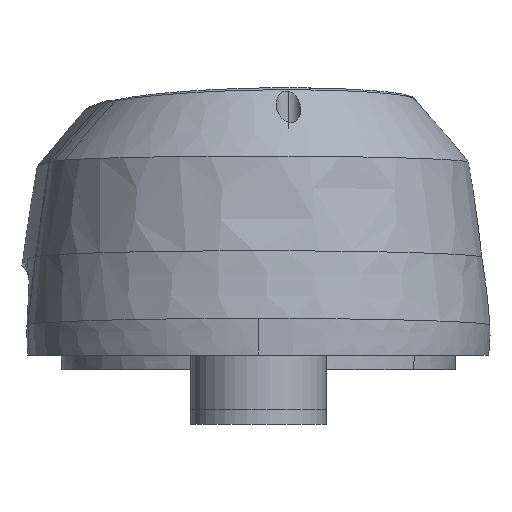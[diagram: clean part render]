
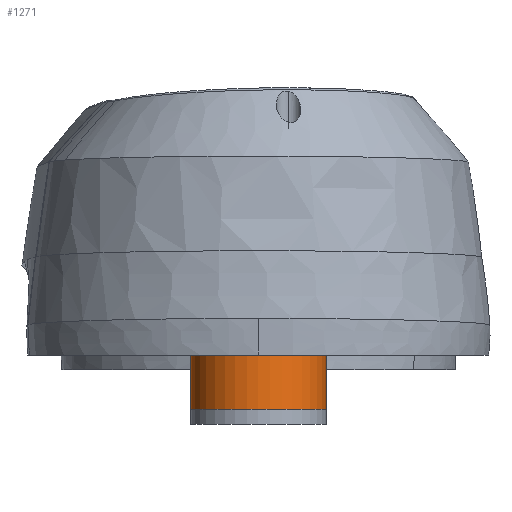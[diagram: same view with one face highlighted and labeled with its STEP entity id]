
A CAD part, front view. The second image highlights one B-rep face of the part: STEP entity #1271.
In plain terms, the highlighted cylindrical face has radius 25 mm (diameter 50 mm), a partial arc.
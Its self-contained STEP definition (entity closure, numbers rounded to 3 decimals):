
#122=VECTOR('',#19152,20.);
#123=VECTOR('',#19155,20.);
#307=LINE('',#17094,#122);
#308=LINE('',#17097,#123);
#662=CYLINDRICAL_SURFACE('',#20286,25.);
#871=CIRCLE('',#20251,25.);
#892=CIRCLE('',#20287,25.);
#1271=ADVANCED_FACE('175',(#1627),#662,.T.);
#1627=FACE_OUTER_BOUND('',#5607,.T.);
#2724=ORIENTED_EDGE('',*,*,#4068,.T.);
#2725=ORIENTED_EDGE('',*,*,#4069,.F.);
#2726=ORIENTED_EDGE('',*,*,#4070,.F.);
#2727=ORIENTED_EDGE('',*,*,#4022,.T.);
#4022=EDGE_CURVE('169',#5118,#5119,#871,.T.);
#4068=EDGE_CURVE('434',#5119,#5144,#307,.T.);
#4069=EDGE_CURVE('433',#5145,#5144,#892,.T.);
#4070=EDGE_CURVE('435',#5118,#5145,#308,.T.);
#5118=VERTEX_POINT('143',#16352);
#5119=VERTEX_POINT('142',#16353);
#5144=VERTEX_POINT('288',#17093);
#5145=VERTEX_POINT('287',#17095);
#5607=EDGE_LOOP('',(#2724,#2725,#2726,#2727));
#16352=CARTESIAN_POINT('',(25.,0.,0.));
#16353=CARTESIAN_POINT('',(-25.,0.,0.));
#16354=CARTESIAN_POINT('',(0.,0.,0.));
#17092=CARTESIAN_POINT('',(0.,0.,0.05));
#17093=CARTESIAN_POINT('',(-25.,0.,-20.));
#17094=CARTESIAN_POINT('',(-25.,0.,0.));
#17095=CARTESIAN_POINT('',(25.,0.,-20.));
#17096=CARTESIAN_POINT('',(0.,0.,-20.));
#17097=CARTESIAN_POINT('',(25.,0.,0.));
#19072=DIRECTION('',(1.,0.,0.));
#19073=DIRECTION('',(0.,0.,-1.));
#19150=DIRECTION('',(1.,0.002,0.));
#19151=DIRECTION('',(0.,0.,-1.));
#19152=DIRECTION('',(0.,0.,-1.));
#19153=DIRECTION('',(1.,0.,0.));
#19154=DIRECTION('',(0.,0.,-1.));
#19155=DIRECTION('',(0.,0.,-1.));
#20251=AXIS2_PLACEMENT_3D('',#16354,#19073,#19072);
#20286=AXIS2_PLACEMENT_3D('',#17092,#19151,#19150);
#20287=AXIS2_PLACEMENT_3D('',#17096,#19154,#19153);
